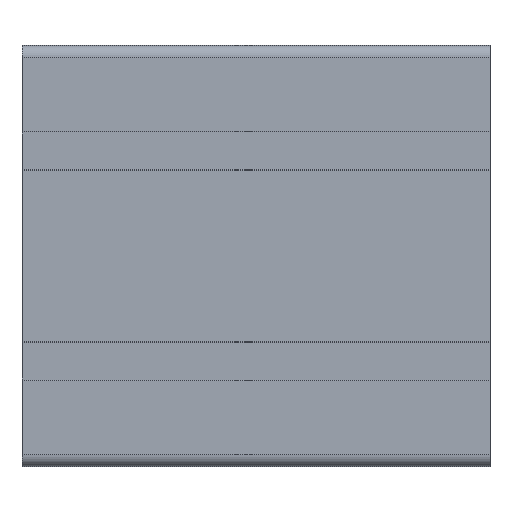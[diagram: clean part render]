
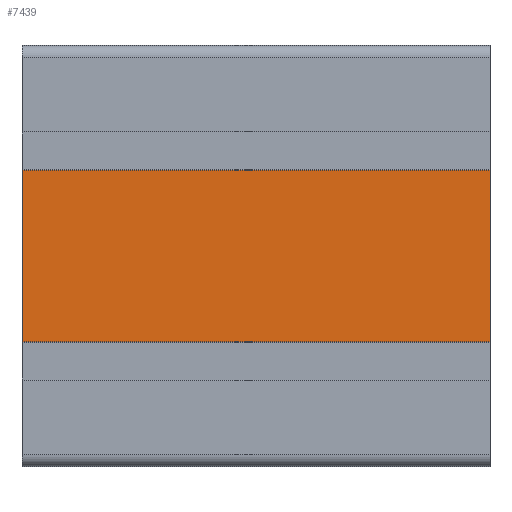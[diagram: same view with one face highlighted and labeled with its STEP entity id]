
A CAD part, front view. The second image highlights one B-rep face of the part: STEP entity #7439.
In plain terms, the highlighted planar face has unit normal (0, -1, 0).
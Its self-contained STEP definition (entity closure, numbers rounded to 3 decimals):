
#250 = PLANE ( 'NONE',  #9230 ) ;
#279 = CARTESIAN_POINT ( 'NONE',  ( 59.184, -35.102, -18.35 ) ) ;
#283 = EDGE_CURVE ( 'NONE', #2475, #402, #8355, .T. ) ;
#309 = EDGE_CURVE ( 'NONE', #402, #1344, #1532, .T. ) ;
#402 = VERTEX_POINT ( 'NONE', #10284 ) ;
#605 = VECTOR ( 'NONE', #5686, 1000. ) ;
#1344 = VERTEX_POINT ( 'NONE', #7998 ) ;
#1532 = LINE ( 'NONE', #10860, #605 ) ;
#1972 = EDGE_CURVE ( 'NONE', #3658, #1344, #2559, .T. ) ;
#2114 = ORIENTED_EDGE ( 'NONE', *, *, #309, .T. ) ;
#2475 = VERTEX_POINT ( 'NONE', #8588 ) ;
#2493 = ORIENTED_EDGE ( 'NONE', *, *, #283, .T. ) ;
#2559 = LINE ( 'NONE', #9976, #5408 ) ;
#3497 = CARTESIAN_POINT ( 'NONE',  ( 59.184, -35.102, -18.35 ) ) ;
#3658 = VERTEX_POINT ( 'NONE', #3497 ) ;
#4298 = FACE_OUTER_BOUND ( 'NONE', #10220, .T. ) ;
#4545 = EDGE_CURVE ( 'NONE', #2475, #3658, #8094, .T. ) ;
#4619 = DIRECTION ( 'NONE',  ( 0., 1., 0. ) ) ;
#5408 = VECTOR ( 'NONE', #8095, 1000. ) ;
#5686 = DIRECTION ( 'NONE',  ( 0., 0., -1. ) ) ;
#5768 = VECTOR ( 'NONE', #8357, 1000. ) ;
#6309 = DIRECTION ( 'NONE',  ( 0., 0., 1. ) ) ;
#6799 = ORIENTED_EDGE ( 'NONE', *, *, #4545, .F. ) ;
#6819 = ORIENTED_EDGE ( 'NONE', *, *, #1972, .F. ) ;
#7109 = DIRECTION ( 'NONE',  ( -1., 0., 0. ) ) ;
#7156 = CARTESIAN_POINT ( 'NONE',  ( 59.184, -35.102, 18.35 ) ) ;
#7439 = ADVANCED_FACE ( 'NONE', ( #4298 ), #250, .F. ) ;
#7541 = VECTOR ( 'NONE', #7109, 1000. ) ;
#7998 = CARTESIAN_POINT ( 'NONE',  ( -40.816, -35.102, -18.35 ) ) ;
#8094 = LINE ( 'NONE', #11001, #5768 ) ;
#8095 = DIRECTION ( 'NONE',  ( -1., 0., 0. ) ) ;
#8355 = LINE ( 'NONE', #7156, #7541 ) ;
#8357 = DIRECTION ( 'NONE',  ( 0., 0., -1. ) ) ;
#8588 = CARTESIAN_POINT ( 'NONE',  ( 59.184, -35.102, 18.35 ) ) ;
#9230 = AXIS2_PLACEMENT_3D ( 'NONE', #279, #4619, #6309 ) ;
#9976 = CARTESIAN_POINT ( 'NONE',  ( 59.184, -35.102, -18.35 ) ) ;
#10220 = EDGE_LOOP ( 'NONE', ( #2114, #6819, #6799, #2493 ) ) ;
#10284 = CARTESIAN_POINT ( 'NONE',  ( -40.816, -35.102, 18.35 ) ) ;
#10860 = CARTESIAN_POINT ( 'NONE',  ( -40.816, -35.102, -18.35 ) ) ;
#11001 = CARTESIAN_POINT ( 'NONE',  ( 59.184, -35.102, -18.35 ) ) ;
